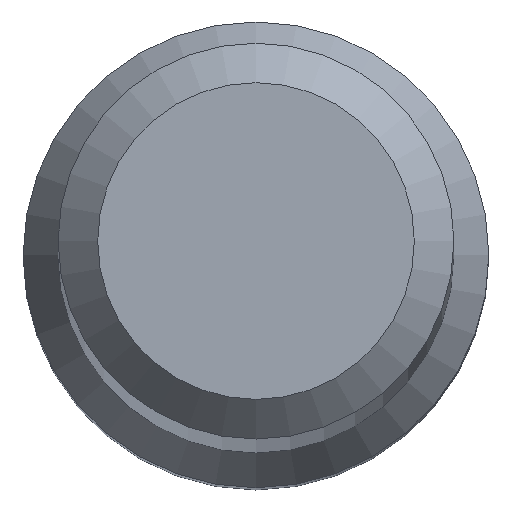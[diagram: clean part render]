
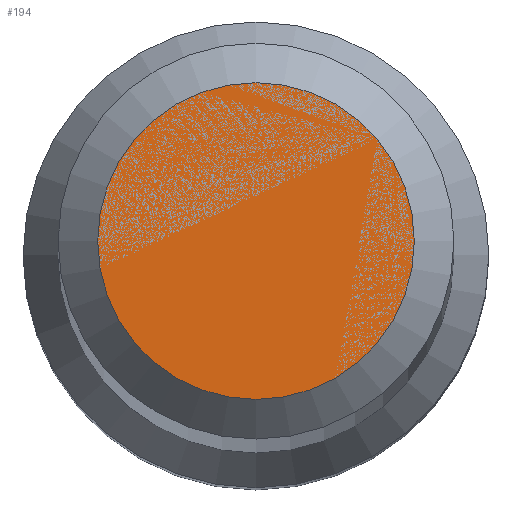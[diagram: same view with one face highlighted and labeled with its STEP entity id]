
A CAD part, top view. The second image highlights one B-rep face of the part: STEP entity #194.
In plain terms, the highlighted planar face has unit normal (0, 0, 1).
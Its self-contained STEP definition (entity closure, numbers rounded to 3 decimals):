
#7 = CARTESIAN_POINT ( 'NONE',  ( 0., 0., 70. ) ) ;
#56 = AXIS2_PLACEMENT_3D ( 'NONE', #117, #285, #213 ) ;
#82 = VERTEX_POINT ( 'NONE', #201 ) ;
#87 = CIRCLE ( 'NONE', #190, 1.2 ) ;
#101 = DIRECTION ( 'NONE',  ( 0., 1., 0. ) ) ;
#106 = EDGE_LOOP ( 'NONE', ( #277 ) ) ;
#117 = CARTESIAN_POINT ( 'NONE',  ( 0., 0., 70. ) ) ;
#142 = DIRECTION ( 'NONE',  ( 0., 0., -1. ) ) ;
#182 = EDGE_CURVE ( 'NONE', #82, #82, #87, .T. ) ;
#190 = AXIS2_PLACEMENT_3D ( 'NONE', #7, #142, #101 ) ;
#194 = ADVANCED_FACE ( 'NONE', ( #195 ), #239, .F. ) ;
#195 = FACE_OUTER_BOUND ( 'NONE', #106, .T. ) ;
#201 = CARTESIAN_POINT ( 'NONE',  ( 0., 1.2, 70. ) ) ;
#213 = DIRECTION ( 'NONE',  ( 0., 1., 0. ) ) ;
#239 = PLANE ( 'NONE',  #56 ) ;
#277 = ORIENTED_EDGE ( 'NONE', *, *, #182, .F. ) ;
#285 = DIRECTION ( 'NONE',  ( 0., 0., -1. ) ) ;
